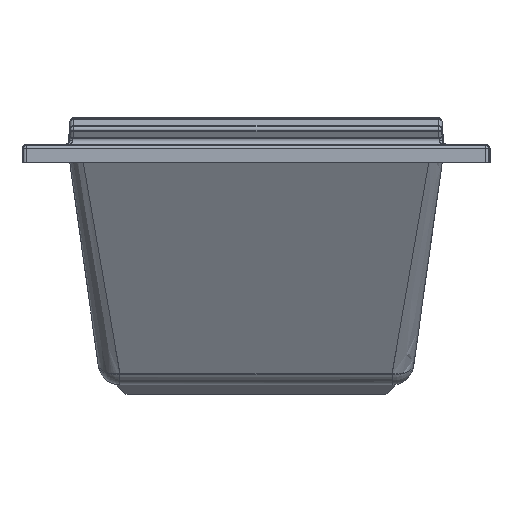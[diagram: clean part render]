
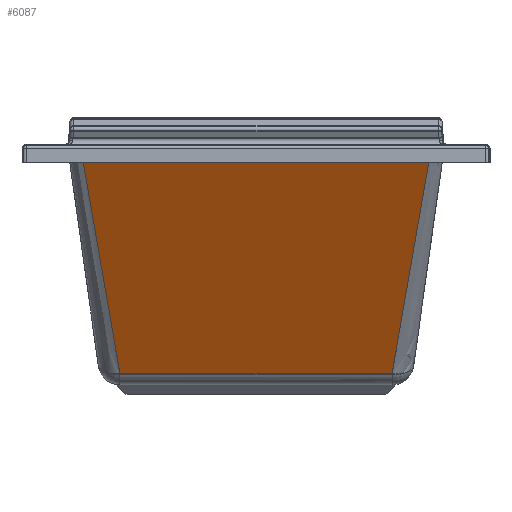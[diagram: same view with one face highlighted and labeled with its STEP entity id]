
A CAD part, left-side view. The second image highlights one B-rep face of the part: STEP entity #6087.
In plain terms, the highlighted planar face has unit normal (-0.866, 0, -0.5).
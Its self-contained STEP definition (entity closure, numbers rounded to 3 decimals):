
#3878=CARTESIAN_POINT('',(-772.545,-335.26,-16.913));
#3879=VERTEX_POINT('',#3878);
#3896=CARTESIAN_POINT('',(-527.698,-261.586,-441.001));
#3897=VERTEX_POINT('',#3896);
#3898=CARTESIAN_POINT('',(-772.545,-335.26,-16.913));
#3899=CARTESIAN_POINT('',(-758.666,-331.833,-40.952));
#3900=CARTESIAN_POINT('',(-744.792,-328.217,-64.982));
#3901=CARTESIAN_POINT('',(-730.993,-324.271,-88.883));
#3902=CARTESIAN_POINT('',(-711.746,-318.766,-122.22));
#3903=CARTESIAN_POINT('',(-692.573,-312.6,-155.429));
#3904=CARTESIAN_POINT('',(-673.439,-306.148,-188.57));
#3905=CARTESIAN_POINT('',(-652.216,-298.991,-225.329));
#3906=CARTESIAN_POINT('',(-630.99,-291.525,-262.093));
#3907=CARTESIAN_POINT('',(-609.743,-284.657,-298.894));
#3908=CARTESIAN_POINT('',(-593.966,-279.557,-326.221));
#3909=CARTESIAN_POINT('',(-578.157,-274.798,-353.603));
#3910=CARTESIAN_POINT('',(-562.299,-270.473,-381.069));
#3911=CARTESIAN_POINT('',(-550.791,-267.335,-401.002));
#3912=CARTESIAN_POINT('',(-539.255,-264.419,-420.982));
#3913=CARTESIAN_POINT('',(-527.698,-261.585,-441.));
#3914=B_SPLINE_CURVE_WITH_KNOTS('',3,(#3898,#3899,#3900,#3901,#3902,#3903,#3904,#3905,#3906,#3907,#3908,#3909,#3910,#3911,#3912,#3913),.UNSPECIFIED.,.F.,.U.,(4,3,3,3,3,4),(1409.56,1554.322,1756.235,1980.192,2146.491,2267.174),.UNSPECIFIED.);
#3915=EDGE_CURVE('',#3879,#3897,#3914,.T.);
#5978=CARTESIAN_POINT('',(-781.732,0.,-1.0));
#5979=DIRECTION('',(-0.866,0.0,-0.5));
#5980=DIRECTION('',(-0.5,0.0,0.866));
#5981=AXIS2_PLACEMENT_3D('',#5978,#5979,#5980);
#5982=PLANE('',#5981);
#5983=CARTESIAN_POINT('',(-786.816,-352.782,7.806));
#5984=VERTEX_POINT('',#5983);
#5985=CARTESIAN_POINT('',(-786.816,-352.782,7.806));
#5986=CARTESIAN_POINT('',(-786.78,-352.661,7.743));
#5987=CARTESIAN_POINT('',(-786.743,-352.54,7.68));
#5988=CARTESIAN_POINT('',(-786.706,-352.42,7.615));
#5989=CARTESIAN_POINT('',(-786.017,-350.183,6.422));
#5990=CARTESIAN_POINT('',(-785.185,-348.109,4.981));
#5991=CARTESIAN_POINT('',(-784.255,-346.262,3.37));
#5992=CARTESIAN_POINT('',(-782.528,-342.83,0.378));
#5993=CARTESIAN_POINT('',(-780.474,-340.189,-3.18));
#5994=CARTESIAN_POINT('',(-778.317,-338.346,-6.915));
#5995=CARTESIAN_POINT('',(-776.445,-336.747,-10.157));
#5996=CARTESIAN_POINT('',(-774.489,-335.737,-13.545));
#5997=CARTESIAN_POINT('',(-772.545,-335.26,-16.913));
#5998=B_SPLINE_CURVE_WITH_KNOTS('',3,(#5985,#5986,#5987,#5988,#5989,#5990,#5991,#5992,#5993,#5994,#5995,#5996,#5997),.UNSPECIFIED.,.F.,.U.,(4,3,3,3,4),(2126.204,2126.701,2135.932,2153.087,2167.977),.UNSPECIFIED.);
#5999=EDGE_CURVE('',#5984,#3879,#5998,.T.);
#6000=ORIENTED_EDGE('',*,*,#5999,.F.);
#6001=CARTESIAN_POINT('',(-788.016,-352.499,9.884));
#6002=VERTEX_POINT('',#6001);
#6003=CARTESIAN_POINT('',(-788.661,-368.464,11.));
#6004=DIRECTION('',(0.866,0.,0.5));
#6005=DIRECTION('',(0.5,0.,-0.866));
#6006=AXIS2_PLACEMENT_3D('',#6003,#6004,#6005);
#6007=ELLIPSE('',#6006,18.478,16.004);
#6008=EDGE_CURVE('',#5984,#6002,#6007,.T.);
#6009=ORIENTED_EDGE('',*,*,#6008,.T.);
#6010=CARTESIAN_POINT('',(-809.486,-349.899,47.072));
#6011=VERTEX_POINT('',#6010);
#6012=CARTESIAN_POINT('',(-809.486,-349.899,47.072));
#6013=DIRECTION('',(0.499,-0.06,-0.864));
#6014=VECTOR('',#6013,43.02);
#6015=LINE('',#6012,#6014);
#6016=EDGE_CURVE('',#6011,#6002,#6015,.T.);
#6017=ORIENTED_EDGE('',*,*,#6016,.F.);
#6018=CARTESIAN_POINT('',(-809.486,349.899,47.072));
#6019=VERTEX_POINT('',#6018);
#6020=CARTESIAN_POINT('',(-809.486,349.899,47.072));
#6021=DIRECTION('',(0.0,-1.0,0.0));
#6022=VECTOR('',#6021,699.797);
#6023=LINE('',#6020,#6022);
#6024=EDGE_CURVE('',#6011,#6019,#6023,.F.);
#6025=ORIENTED_EDGE('',*,*,#6024,.T.);
#6026=CARTESIAN_POINT('',(-788.016,352.499,9.884));
#6027=VERTEX_POINT('',#6026);
#6028=CARTESIAN_POINT('',(-788.016,352.499,9.884));
#6029=DIRECTION('',(-0.499,-0.06,0.864));
#6030=VECTOR('',#6029,43.02);
#6031=LINE('',#6028,#6030);
#6032=EDGE_CURVE('',#6027,#6019,#6031,.T.);
#6033=ORIENTED_EDGE('',*,*,#6032,.F.);
#6034=CARTESIAN_POINT('',(-786.816,352.782,7.806));
#6035=VERTEX_POINT('',#6034);
#6036=CARTESIAN_POINT('',(-788.66,368.459,11.));
#6037=DIRECTION('',(-0.866,0.,-0.5));
#6038=DIRECTION('',(0.5,0.,-0.866));
#6039=AXIS2_PLACEMENT_3D('',#6036,#6037,#6038);
#6040=ELLIPSE('',#6039,18.474,15.999);
#6041=EDGE_CURVE('',#6035,#6027,#6040,.T.);
#6042=ORIENTED_EDGE('',*,*,#6041,.F.);
#6043=CARTESIAN_POINT('',(-772.545,335.26,-16.913));
#6044=VERTEX_POINT('',#6043);
#6045=CARTESIAN_POINT('',(-772.545,335.26,-16.913));
#6046=CARTESIAN_POINT('',(-775.075,335.881,-12.531));
#6047=CARTESIAN_POINT('',(-777.628,337.406,-8.108));
#6048=CARTESIAN_POINT('',(-779.983,339.954,-4.029));
#6049=CARTESIAN_POINT('',(-781.155,341.222,-1.999));
#6050=CARTESIAN_POINT('',(-782.278,342.744,-0.054));
#6051=CARTESIAN_POINT('',(-783.311,344.519,1.735));
#6052=CARTESIAN_POINT('',(-784.677,346.865,4.101));
#6053=CARTESIAN_POINT('',(-785.886,349.671,6.194));
#6054=CARTESIAN_POINT('',(-786.816,352.782,7.805));
#6055=B_SPLINE_CURVE_WITH_KNOTS('',3,(#6045,#6046,#6047,#6048,#6049,#6050,#6051,#6052,#6053,#6054),.UNSPECIFIED.,.F.,.U.,(4,3,3,4),(550.22,569.596,579.242,591.995),.UNSPECIFIED.);
#6056=EDGE_CURVE('',#6044,#6035,#6055,.T.);
#6057=ORIENTED_EDGE('',*,*,#6056,.F.);
#6058=CARTESIAN_POINT('',(-527.698,261.586,-441.001));
#6059=VERTEX_POINT('',#6058);
#6060=CARTESIAN_POINT('',(-527.698,261.585,-441.));
#6061=CARTESIAN_POINT('',(-539.358,264.444,-420.804));
#6062=CARTESIAN_POINT('',(-551.004,267.36,-400.634));
#6063=CARTESIAN_POINT('',(-562.631,270.447,-380.494));
#6064=CARTESIAN_POINT('',(-588.166,277.676,-336.266));
#6065=CARTESIAN_POINT('',(-613.606,285.782,-292.203));
#6066=CARTESIAN_POINT('',(-627.467,290.436,-268.194));
#6067=CARTESIAN_POINT('',(-656.411,300.375,-218.062));
#6068=CARTESIAN_POINT('',(-685.369,310.243,-167.906));
#6069=CARTESIAN_POINT('',(-700.492,315.217,-141.712));
#6070=CARTESIAN_POINT('',(-723.937,322.429,-101.103));
#6071=CARTESIAN_POINT('',(-747.475,328.89,-60.335));
#6072=CARTESIAN_POINT('',(-755.834,331.087,-45.858));
#6073=CARTESIAN_POINT('',(-764.187,333.196,-31.388));
#6074=CARTESIAN_POINT('',(-772.545,335.26,-16.913));
#6075=B_SPLINE_CURVE_WITH_KNOTS('',5,(#6060,#6061,#6062,#6063,#6064,#6065,#6066,#6067,#6068,#6069,#6070,#6071,#6072,#6073,#6074),.UNSPECIFIED.,.F.,.U.,(6,3,3,3,6),(250.688,453.607,697.41,963.093,1108.391),.UNSPECIFIED.);
#6076=EDGE_CURVE('',#6059,#6044,#6075,.T.);
#6077=ORIENTED_EDGE('',*,*,#6076,.F.);
#6078=CARTESIAN_POINT('',(-527.698,261.586,-441.0));
#6079=DIRECTION('',(0.0,-1.0,0.0));
#6080=VECTOR('',#6079,523.171);
#6081=LINE('',#6078,#6080);
#6082=EDGE_CURVE('',#3897,#6059,#6081,.F.);
#6083=ORIENTED_EDGE('',*,*,#6082,.F.);
#6084=ORIENTED_EDGE('',*,*,#3915,.F.);
#6085=EDGE_LOOP('',(#6000,#6009,#6017,#6025,#6033,#6042,#6057,#6077,#6083,#6084));
#6086=FACE_OUTER_BOUND('',#6085,.T.);
#6087=ADVANCED_FACE('',(#6086),#5982,.T.);
